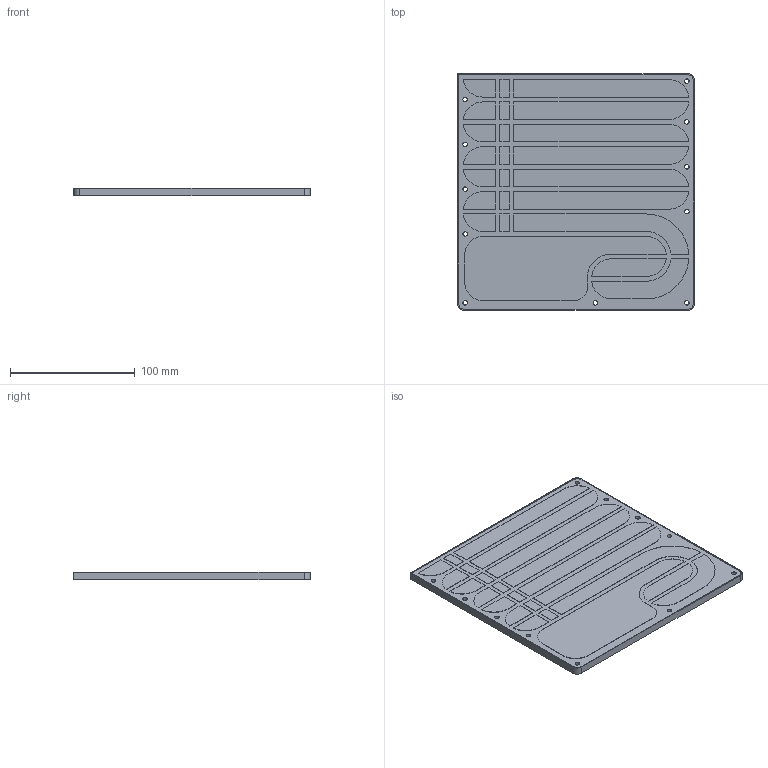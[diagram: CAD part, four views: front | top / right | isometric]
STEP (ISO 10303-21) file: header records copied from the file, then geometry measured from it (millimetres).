
FILE_DESCRIPTION(/* description */ (''),/* implementation_level */ '2;1');
FILE_NAME(/* name */ 'side-panel-bottom.step',/* time_stamp */ '2022-09-08T16:08:40-07:00',/* author */ (''),/* organization */ (''),/* preprocessor_version */ 'ST-DEVELOPER v19',/* originating_system */ 'Autodesk Translation Framework v11.7.0.108',/* authorisation */ '');
FILE_SCHEMA (('AUTOMOTIVE_DESIGN { 1 0 10303 214 3 1 1 }'));
Length unit declared in the file: millimetre
Products named in the file (2): sub-components; side-panel-bottom
Assembly tree (1 placements, depth 2):
  sub-components
    side-panel-bottom
Bounding box: 190 x 190 x 6 mm (x, y, z)
Volume: 211351.3 mm3; surface area: 79072.8 mm2
Topology: 1 solids, 1 shells, 189 faces, 441 edges, 294 vertices
Faces by surface type: plane 131, cylinder 58
Full cylindrical faces by diameter (mm): 3.65 x11, 3.85 x4, 7.3 x11
Entity records: 5491 total; most frequent: DIRECTION 941, CARTESIAN_POINT 927, ORIENTED_EDGE 882, EDGE_CURVE 441, LINE 325, VECTOR 325, AXIS2_PLACEMENT_3D 308, VERTEX_POINT 294
